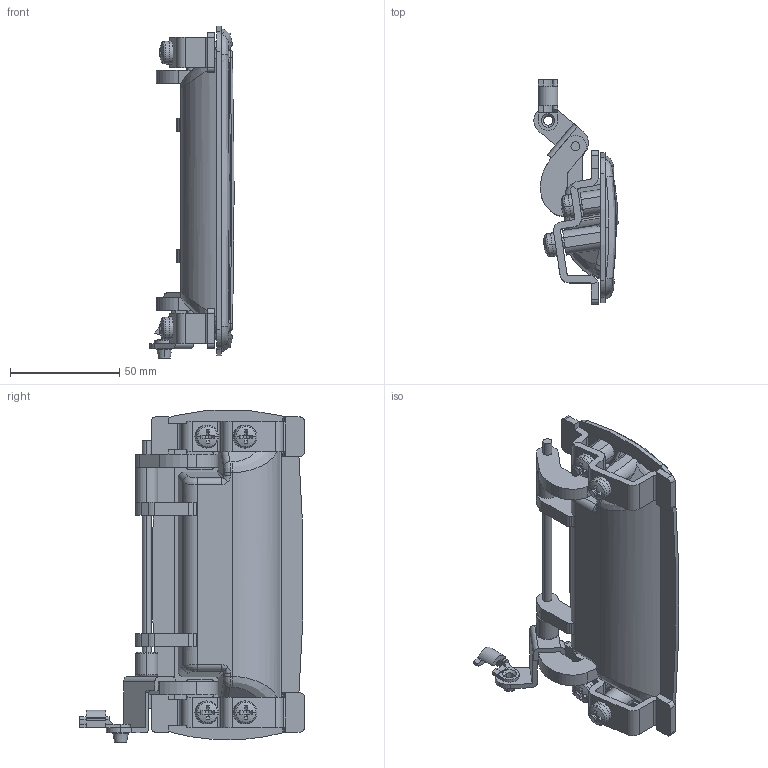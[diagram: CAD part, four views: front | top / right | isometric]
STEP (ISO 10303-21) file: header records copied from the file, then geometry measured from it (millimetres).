
FILE_DESCRIPTION (( 'STEP AP203' ), '1' );
FILE_NAME ('A-885-1-2-R.STEP', '2020-04-14T02:17:48', ( '' ), ( '' ), 'SwSTEP 2.0', 'SolidWorks 2018', '' );
FILE_SCHEMA (( 'CONFIG_CONTROL_DESIGN' ));
Length unit declared in the file: millimetre
Products named in the file (11): A-885-1_パッキン_; A-885-1_レバー__R; A-885-1_十字穴付小ねじ_内径基準ver1.03_M6x12十字穴付なべ小ねじ(鉄)SWシングルセムス(P2); A-885-1-2_本体_; A-885-1_シャフト_; A-885-1_AC-25-Q-14_公開用; A-885-1_止め金_; A-885-1_スプリング_; A-885-1_ハンドル_; A-885-1_カラー_; A-885-1-2-R
Assembly tree (14 placements, depth 2):
  A-885-1-2-R
    A-885-1-2_本体_
    A-885-1_ハンドル_
    A-885-1_止め金_  x2
    A-885-1_パッキン_
    A-885-1_シャフト_
    A-885-1_カラー_
    A-885-1_スプリング_
    A-885-1_AC-25-Q-14_公開用
    A-885-1_十字穴付小ねじ_内径基準ver1.03_M6x12十字穴付なべ小ねじ(鉄)SWシングルセムス(P2)  x4
    A-885-1_レバー__R
Bounding box: 38.48 x 102.75 x 151.67 mm (x, y, z)
Volume: 73591.4 mm3; surface area: 63062.4 mm2
Topology: 14 solids, 14 shells, 660 faces, 1739 edges, 1110 vertices
Faces by surface type: cylinder 262, plane 261, bspline 69, cone 45, torus 14, sphere 9
Entity records: 18761 total; most frequent: CARTESIAN_POINT 6101, ORIENTED_EDGE 2490, DIRECTION 2300, EDGE_CURVE 1245, AXIS2_PLACEMENT_3D 861, VERTEX_POINT 798, LINE 578, VECTOR 578
